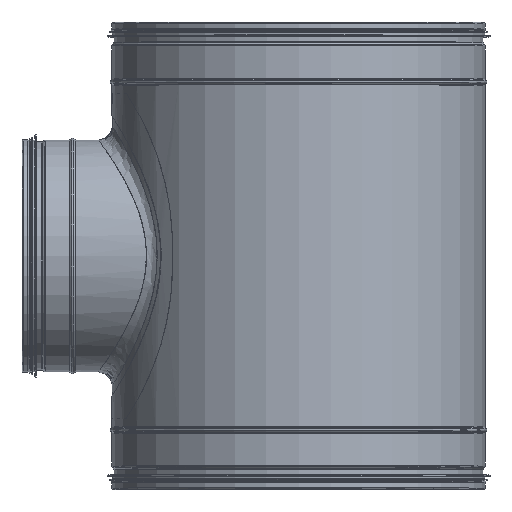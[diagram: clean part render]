
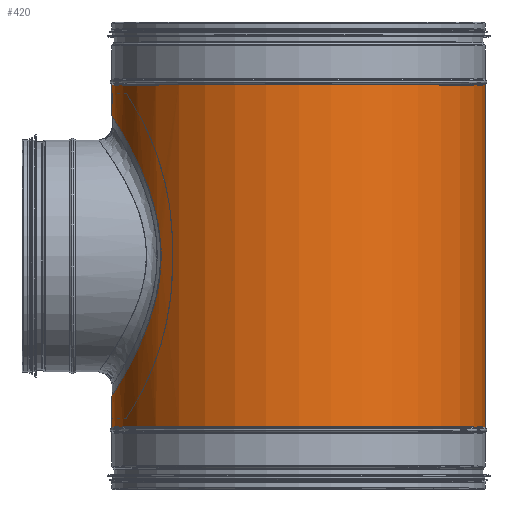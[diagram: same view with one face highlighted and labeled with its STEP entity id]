
A CAD part, top view. The second image highlights one B-rep face of the part: STEP entity #420.
In plain terms, the highlighted cylindrical face has radius 199.4 mm (diameter 398.8 mm), a full revolution.
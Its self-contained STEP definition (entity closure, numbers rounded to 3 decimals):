
#125=CARTESIAN_POINT('',(-147.4,249.0,-134.289));
#126=VERTEX_POINT('',#125);
#162=CARTESIAN_POINT('',(-147.4,249.0,134.289));
#163=VERTEX_POINT('',#162);
#186=CARTESIAN_POINT('',(-199.4,99.,0.));
#187=VERTEX_POINT('',#186);
#188=CARTESIAN_POINT('',(-147.4,249.,134.289));
#189=CARTESIAN_POINT('',(-147.4,244.418,134.289));
#190=CARTESIAN_POINT('',(-147.569,239.773,134.105));
#191=CARTESIAN_POINT('',(-148.256,230.441,133.344));
#192=CARTESIAN_POINT('',(-148.775,225.755,132.768));
#193=CARTESIAN_POINT('',(-150.829,211.76,130.443));
#194=CARTESIAN_POINT('',(-152.87,202.513,128.09));
#195=CARTESIAN_POINT('',(-157.867,184.761,121.878));
#196=CARTESIAN_POINT('',(-160.819,176.241,118.014));
#197=CARTESIAN_POINT('',(-167.04,160.36,109.031));
#198=CARTESIAN_POINT('',(-170.304,153.,103.91));
#199=CARTESIAN_POINT('',(-176.651,139.614,92.721));
#200=CARTESIAN_POINT('',(-179.979,133.114,86.2));
#201=CARTESIAN_POINT('',(-186.239,121.442,71.678));
#202=CARTESIAN_POINT('',(-189.168,116.269,63.676));
#203=CARTESIAN_POINT('',(-194.076,107.804,46.622));
#204=CARTESIAN_POINT('',(-196.058,104.503,37.551));
#205=CARTESIAN_POINT('',(-198.055,101.201,23.593));
#206=CARTESIAN_POINT('',(-198.56,100.373,18.882));
#207=CARTESIAN_POINT('',(-199.233,99.272,9.436));
#208=CARTESIAN_POINT('',(-199.4,99.,4.7));
#209=CARTESIAN_POINT('',(-199.4,99.,0.));
#210=B_SPLINE_CURVE_WITH_KNOTS('',3,(#188,#189,#190,#191,#192,#193,#194,#195,#196,#197,#198,#199,#200,#201,#202,#203,#204,#205,#206,#207,#208,#209),.UNSPECIFIED.,.F.,.U.,(4,2,2,2,2,2,2,2,2,2,4),(0.0,1.375,2.749,5.499,8.248,10.997,13.817,16.638,19.458,20.868,22.278),.UNSPECIFIED.);
#211=EDGE_CURVE('',#163,#187,#210,.T.);
#256=CARTESIAN_POINT('',(-199.4,99.,0.));
#257=CARTESIAN_POINT('',(-199.4,99.,-4.7));
#258=CARTESIAN_POINT('',(-199.233,99.272,-9.436));
#259=CARTESIAN_POINT('',(-198.56,100.373,-18.882));
#260=CARTESIAN_POINT('',(-198.055,101.201,-23.593));
#261=CARTESIAN_POINT('',(-196.058,104.503,-37.551));
#262=CARTESIAN_POINT('',(-194.076,107.804,-46.622));
#263=CARTESIAN_POINT('',(-189.168,116.269,-63.676));
#264=CARTESIAN_POINT('',(-186.239,121.442,-71.678));
#265=CARTESIAN_POINT('',(-179.979,133.114,-86.2));
#266=CARTESIAN_POINT('',(-176.651,139.614,-92.721));
#267=CARTESIAN_POINT('',(-170.304,153.,-103.91));
#268=CARTESIAN_POINT('',(-167.04,160.36,-109.031));
#269=CARTESIAN_POINT('',(-160.819,176.241,-118.014));
#270=CARTESIAN_POINT('',(-157.867,184.761,-121.878));
#271=CARTESIAN_POINT('',(-152.87,202.513,-128.09));
#272=CARTESIAN_POINT('',(-150.829,211.76,-130.443));
#273=CARTESIAN_POINT('',(-148.775,225.755,-132.768));
#274=CARTESIAN_POINT('',(-148.256,230.441,-133.344));
#275=CARTESIAN_POINT('',(-147.569,239.773,-134.105));
#276=CARTESIAN_POINT('',(-147.4,244.418,-134.289));
#277=CARTESIAN_POINT('',(-147.4,249.,-134.289));
#278=B_SPLINE_CURVE_WITH_KNOTS('',3,(#256,#257,#258,#259,#260,#261,#262,#263,#264,#265,#266,#267,#268,#269,#270,#271,#272,#273,#274,#275,#276,#277),.UNSPECIFIED.,.F.,.U.,(4,2,2,2,2,2,2,2,2,2,4),(22.278,23.688,25.098,27.919,30.739,33.559,36.308,39.058,41.807,43.181,44.556),.UNSPECIFIED.);
#279=EDGE_CURVE('',#187,#126,#278,.T.);
#289=CARTESIAN_POINT('',(-199.4,399.0,0.));
#290=VERTEX_POINT('',#289);
#291=CARTESIAN_POINT('',(-199.4,399.0,0.));
#292=CARTESIAN_POINT('',(-199.4,399.0,4.7));
#293=CARTESIAN_POINT('',(-199.233,398.728,9.436));
#294=CARTESIAN_POINT('',(-198.56,397.627,18.882));
#295=CARTESIAN_POINT('',(-198.055,396.799,23.593));
#296=CARTESIAN_POINT('',(-196.058,393.497,37.551));
#297=CARTESIAN_POINT('',(-194.076,390.196,46.622));
#298=CARTESIAN_POINT('',(-189.168,381.731,63.676));
#299=CARTESIAN_POINT('',(-186.239,376.558,71.678));
#300=CARTESIAN_POINT('',(-179.979,364.886,86.2));
#301=CARTESIAN_POINT('',(-176.651,358.386,92.721));
#302=CARTESIAN_POINT('',(-170.304,345.,103.91));
#303=CARTESIAN_POINT('',(-167.04,337.64,109.031));
#304=CARTESIAN_POINT('',(-160.819,321.759,118.014));
#305=CARTESIAN_POINT('',(-157.867,313.239,121.878));
#306=CARTESIAN_POINT('',(-152.87,295.487,128.09));
#307=CARTESIAN_POINT('',(-150.829,286.24,130.443));
#308=CARTESIAN_POINT('',(-148.775,272.245,132.768));
#309=CARTESIAN_POINT('',(-148.256,267.559,133.344));
#310=CARTESIAN_POINT('',(-147.569,258.227,134.105));
#311=CARTESIAN_POINT('',(-147.4,253.582,134.289));
#312=CARTESIAN_POINT('',(-147.4,249.0,134.289));
#313=B_SPLINE_CURVE_WITH_KNOTS('',3,(#291,#292,#293,#294,#295,#296,#297,#298,#299,#300,#301,#302,#303,#304,#305,#306,#307,#308,#309,#310,#311,#312),.UNSPECIFIED.,.F.,.U.,(4,2,2,2,2,2,2,2,2,2,4),(66.834,68.244,69.654,72.475,75.295,78.115,80.864,83.614,86.363,87.738,89.112),.UNSPECIFIED.);
#314=EDGE_CURVE('',#290,#163,#313,.T.);
#316=CARTESIAN_POINT('',(-147.4,249.0,-134.289));
#317=CARTESIAN_POINT('',(-147.4,253.582,-134.289));
#318=CARTESIAN_POINT('',(-147.569,258.227,-134.105));
#319=CARTESIAN_POINT('',(-148.256,267.559,-133.344));
#320=CARTESIAN_POINT('',(-148.775,272.245,-132.768));
#321=CARTESIAN_POINT('',(-150.829,286.24,-130.443));
#322=CARTESIAN_POINT('',(-152.87,295.487,-128.09));
#323=CARTESIAN_POINT('',(-157.867,313.239,-121.878));
#324=CARTESIAN_POINT('',(-160.819,321.759,-118.014));
#325=CARTESIAN_POINT('',(-167.04,337.64,-109.031));
#326=CARTESIAN_POINT('',(-170.304,345.,-103.91));
#327=CARTESIAN_POINT('',(-176.651,358.386,-92.721));
#328=CARTESIAN_POINT('',(-179.979,364.886,-86.2));
#329=CARTESIAN_POINT('',(-186.239,376.558,-71.678));
#330=CARTESIAN_POINT('',(-189.168,381.731,-63.676));
#331=CARTESIAN_POINT('',(-194.076,390.196,-46.622));
#332=CARTESIAN_POINT('',(-196.058,393.497,-37.551));
#333=CARTESIAN_POINT('',(-198.055,396.799,-23.593));
#334=CARTESIAN_POINT('',(-198.56,397.627,-18.882));
#335=CARTESIAN_POINT('',(-199.233,398.728,-9.436));
#336=CARTESIAN_POINT('',(-199.4,399.0,-4.7));
#337=CARTESIAN_POINT('',(-199.4,399.0,0.));
#338=B_SPLINE_CURVE_WITH_KNOTS('',3,(#316,#317,#318,#319,#320,#321,#322,#323,#324,#325,#326,#327,#328,#329,#330,#331,#332,#333,#334,#335,#336,#337),.UNSPECIFIED.,.F.,.U.,(4,2,2,2,2,2,2,2,2,2,4),(44.556,45.931,47.305,50.055,52.804,55.553,58.373,61.194,64.014,65.424,66.834),.UNSPECIFIED.);
#339=EDGE_CURVE('',#126,#290,#338,.T.);
#387=CARTESIAN_POINT('',(0.0,157.75,0.0));
#388=DIRECTION('',(0.0,-1.0,0.0));
#389=DIRECTION('',(1.0,0.0,0.0));
#390=AXIS2_PLACEMENT_3D('',#387,#388,#389);
#391=CYLINDRICAL_SURFACE('',#390,199.4);
#392=CARTESIAN_POINT('',(199.4,431.5,0.0));
#393=VERTEX_POINT('',#392);
#394=CARTESIAN_POINT('',(0.0,431.5,0.0));
#395=DIRECTION('',(0.0,-1.0,0.0));
#396=DIRECTION('',(1.0,0.0,0.0));
#397=AXIS2_PLACEMENT_3D('',#394,#395,#396);
#398=CIRCLE('',#397,199.4);
#399=EDGE_CURVE('',#393,#393,#398,.T.);
#400=ORIENTED_EDGE('',*,*,#399,.T.);
#401=EDGE_LOOP('',(#400));
#402=FACE_OUTER_BOUND('',#401,.T.);
#403=ORIENTED_EDGE('',*,*,#279,.T.);
#404=ORIENTED_EDGE('',*,*,#339,.T.);
#405=ORIENTED_EDGE('',*,*,#314,.T.);
#406=ORIENTED_EDGE('',*,*,#211,.T.);
#407=EDGE_LOOP('',(#403,#404,#405,#406));
#408=FACE_BOUND('',#407,.T.);
#409=CARTESIAN_POINT('',(199.4,66.5,0.0));
#410=VERTEX_POINT('',#409);
#411=CARTESIAN_POINT('',(0.0,66.5,0.0));
#412=DIRECTION('',(0.0,-1.0,0.0));
#413=DIRECTION('',(1.0,0.0,0.0));
#414=AXIS2_PLACEMENT_3D('',#411,#412,#413);
#415=CIRCLE('',#414,199.4);
#416=EDGE_CURVE('',#410,#410,#415,.T.);
#417=ORIENTED_EDGE('',*,*,#416,.F.);
#418=EDGE_LOOP('',(#417));
#419=FACE_BOUND('',#418,.T.);
#420=ADVANCED_FACE('',(#402,#408,#419),#391,.T.);
